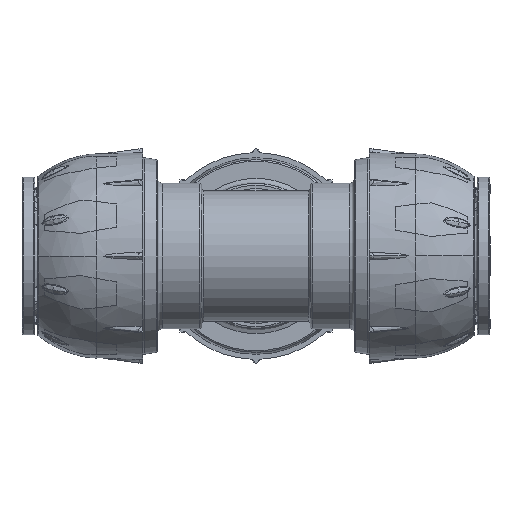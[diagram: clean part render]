
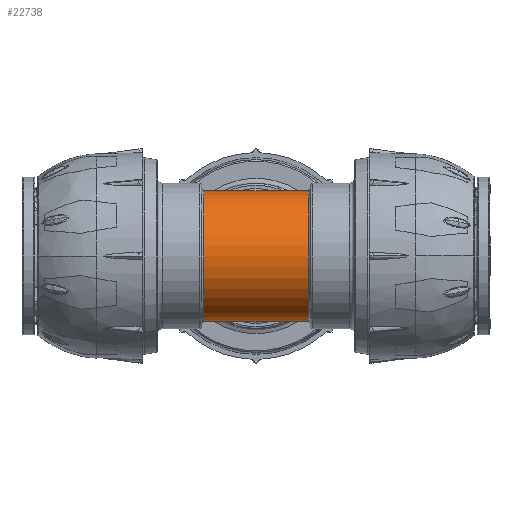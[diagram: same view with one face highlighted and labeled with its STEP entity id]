
A CAD part, front view. The second image highlights one B-rep face of the part: STEP entity #22738.
In plain terms, the highlighted cylindrical face has radius 13.25 mm (diameter 26.5 mm), a partial arc.
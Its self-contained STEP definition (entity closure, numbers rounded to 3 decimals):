
#730 = VECTOR ( 'NONE', #10125, 1000. ) ;
#757 = FACE_OUTER_BOUND ( 'NONE', #29320, .T. ) ;
#1303 = ORIENTED_EDGE ( 'NONE', *, *, #44203, .T. ) ;
#2054 = VECTOR ( 'NONE', #33738, 1000. ) ;
#2403 = CARTESIAN_POINT ( 'NONE',  ( 0., -10.6, 0. ) ) ;
#3600 = LINE ( 'NONE', #17181, #7496 ) ;
#7496 = VECTOR ( 'NONE', #37619, 1000. ) ;
#8535 = ORIENTED_EDGE ( 'NONE', *, *, #32035, .T. ) ;
#8812 = CIRCLE ( 'NONE', #18087, 13.25 ) ;
#10125 = DIRECTION ( 'NONE',  ( 0., -1., 0. ) ) ;
#11827 = CYLINDRICAL_SURFACE ( 'NONE', #52928, 13.25 ) ;
#12390 = AXIS2_PLACEMENT_3D ( 'NONE', #2403, #44105, #52886 ) ;
#12621 = LINE ( 'NONE', #36736, #31446 ) ;
#12868 = EDGE_CURVE ( 'NONE', #17424, #28178, #12621, .T. ) ;
#14771 = ORIENTED_EDGE ( 'NONE', *, *, #12868, .T. ) ;
#15958 = CARTESIAN_POINT ( 'NONE',  ( 0., 0., -13.25 ) ) ;
#17181 = CARTESIAN_POINT ( 'NONE',  ( 0., 0., -13.25 ) ) ;
#17424 = VERTEX_POINT ( 'NONE', #22464 ) ;
#17840 = VERTEX_POINT ( 'NONE', #20502 ) ;
#18087 = AXIS2_PLACEMENT_3D ( 'NONE', #27193, #52053, #52400 ) ;
#18228 = LINE ( 'NONE', #51525, #730 ) ;
#19422 = VERTEX_POINT ( 'NONE', #47535 ) ;
#20502 = CARTESIAN_POINT ( 'NONE',  ( 0., -10.6, 13.25 ) ) ;
#22034 = VERTEX_POINT ( 'NONE', #15958 ) ;
#22464 = CARTESIAN_POINT ( 'NONE',  ( 0., 10.6, 13.25 ) ) ;
#22738 = ADVANCED_FACE ( 'NONE', ( #757 ), #11827, .T. ) ;
#23126 = ORIENTED_EDGE ( 'NONE', *, *, #44341, .F. ) ;
#25121 = DIRECTION ( 'NONE',  ( 0., -1., 0. ) ) ;
#27193 = CARTESIAN_POINT ( 'NONE',  ( 0., 10.6, 0. ) ) ;
#27257 = EDGE_CURVE ( 'NONE', #17840, #19422, #37000, .T. ) ;
#27665 = CARTESIAN_POINT ( 'NONE',  ( 0., 0., 13.25 ) ) ;
#28178 = VERTEX_POINT ( 'NONE', #27665 ) ;
#28642 = DIRECTION ( 'NONE',  ( 0., -1., 0. ) ) ;
#29320 = EDGE_LOOP ( 'NONE', ( #1303, #14771, #8535, #47867, #23126, #31803 ) ) ;
#29475 = DIRECTION ( 'NONE',  ( 0., 0., -1. ) ) ;
#31446 = VECTOR ( 'NONE', #28642, 1000. ) ;
#31803 = ORIENTED_EDGE ( 'NONE', *, *, #50100, .F. ) ;
#32035 = EDGE_CURVE ( 'NONE', #28178, #17840, #18228, .T. ) ;
#32141 = VERTEX_POINT ( 'NONE', #41111 ) ;
#33738 = DIRECTION ( 'NONE',  ( 0., -1., 0. ) ) ;
#36736 = CARTESIAN_POINT ( 'NONE',  ( 0., 0., 13.25 ) ) ;
#37000 = CIRCLE ( 'NONE', #12390, 13.25 ) ;
#37619 = DIRECTION ( 'NONE',  ( 0., -1., 0. ) ) ;
#37723 = LINE ( 'NONE', #46270, #2054 ) ;
#41111 = CARTESIAN_POINT ( 'NONE',  ( 0., 10.6, -13.25 ) ) ;
#44105 = DIRECTION ( 'NONE',  ( 0., 1., 0. ) ) ;
#44203 = EDGE_CURVE ( 'NONE', #32141, #17424, #8812, .T. ) ;
#44341 = EDGE_CURVE ( 'NONE', #22034, #19422, #3600, .T. ) ;
#45962 = CARTESIAN_POINT ( 'NONE',  ( 0., 0., 0. ) ) ;
#46270 = CARTESIAN_POINT ( 'NONE',  ( 0., 0., -13.25 ) ) ;
#47535 = CARTESIAN_POINT ( 'NONE',  ( 0., -10.6, -13.25 ) ) ;
#47867 = ORIENTED_EDGE ( 'NONE', *, *, #27257, .T. ) ;
#50100 = EDGE_CURVE ( 'NONE', #32141, #22034, #37723, .T. ) ;
#51525 = CARTESIAN_POINT ( 'NONE',  ( 0., 0., 13.25 ) ) ;
#52053 = DIRECTION ( 'NONE',  ( 0., -1., 0. ) ) ;
#52400 = DIRECTION ( 'NONE',  ( 0., 0., 1. ) ) ;
#52886 = DIRECTION ( 'NONE',  ( 0., 0., -1. ) ) ;
#52928 = AXIS2_PLACEMENT_3D ( 'NONE', #45962, #25121, #29475 ) ;
